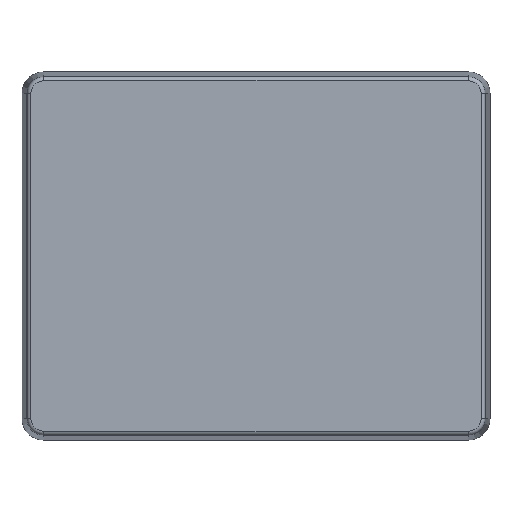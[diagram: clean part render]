
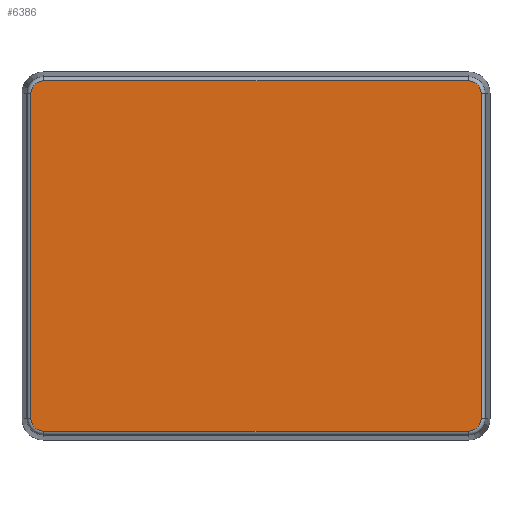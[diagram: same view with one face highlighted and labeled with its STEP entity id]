
A CAD part, front view. The second image highlights one B-rep face of the part: STEP entity #6386.
In plain terms, the highlighted face is planar.
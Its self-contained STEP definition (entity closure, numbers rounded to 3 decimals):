
#543=PLANE('',#6773);
#1054=LINE('',#11045,#1622);
#1056=LINE('',#11065,#1624);
#1059=LINE('',#11072,#1627);
#1061=LINE('',#11087,#1629);
#1622=VECTOR('',#7890,83.);
#1624=VECTOR('',#7914,108.5);
#1627=VECTOR('',#7921,108.5);
#1629=VECTOR('',#7941,83.);
#2086=FACE_OUTER_BOUND('',#2487,.T.);
#2487=EDGE_LOOP('',(#5577,#5578,#5579,#5580,#5581,#5582,#5583,#5584));
#2671=CIRCLE('',#6748,3.233);
#2675=CIRCLE('',#6753,3.233);
#2679=CIRCLE('',#6760,3.233);
#2683=CIRCLE('',#6765,3.233);
#3172=VERTEX_POINT('',#11042);
#3173=VERTEX_POINT('',#11044);
#3176=VERTEX_POINT('',#11051);
#3177=VERTEX_POINT('',#11056);
#3180=VERTEX_POINT('',#11063);
#3181=VERTEX_POINT('',#11068);
#3184=VERTEX_POINT('',#11075);
#3185=VERTEX_POINT('',#11080);
#3995=EDGE_CURVE('',#3172,#3173,#1054,.T.);
#3999=EDGE_CURVE('',#3176,#3172,#2671,.T.);
#4003=EDGE_CURVE('',#3173,#3177,#2675,.T.);
#4005=EDGE_CURVE('',#3180,#3176,#1056,.T.);
#4009=EDGE_CURVE('',#3177,#3181,#1059,.T.);
#4011=EDGE_CURVE('',#3184,#3180,#2679,.T.);
#4015=EDGE_CURVE('',#3181,#3185,#2683,.T.);
#4017=EDGE_CURVE('',#3185,#3184,#1061,.T.);
#5577=ORIENTED_EDGE('',*,*,#3995,.F.);
#5578=ORIENTED_EDGE('',*,*,#3999,.F.);
#5579=ORIENTED_EDGE('',*,*,#4005,.F.);
#5580=ORIENTED_EDGE('',*,*,#4011,.F.);
#5581=ORIENTED_EDGE('',*,*,#4017,.F.);
#5582=ORIENTED_EDGE('',*,*,#4015,.F.);
#5583=ORIENTED_EDGE('',*,*,#4009,.F.);
#5584=ORIENTED_EDGE('',*,*,#4003,.F.);
#6386=ADVANCED_FACE('',(#2086),#543,.F.);
#6748=AXIS2_PLACEMENT_3D('',#11053,#7898,#7899);
#6753=AXIS2_PLACEMENT_3D('',#11060,#7908,#7909);
#6760=AXIS2_PLACEMENT_3D('',#11077,#7926,#7927);
#6765=AXIS2_PLACEMENT_3D('',#11084,#7936,#7937);
#6773=AXIS2_PLACEMENT_3D('',#11106,#7961,#7962);
#7890=DIRECTION('',(0.,1.,0.));
#7898=DIRECTION('center_axis',(0.,0.,1.));
#7899=DIRECTION('ref_axis',(0.707,-0.707,0.));
#7908=DIRECTION('center_axis',(0.,0.,1.));
#7909=DIRECTION('ref_axis',(0.707,0.707,0.));
#7914=DIRECTION('',(1.,0.,0.));
#7921=DIRECTION('',(-1.,0.,0.));
#7926=DIRECTION('center_axis',(0.,0.,1.));
#7927=DIRECTION('ref_axis',(-0.707,-0.707,0.));
#7936=DIRECTION('center_axis',(0.,0.,1.));
#7937=DIRECTION('ref_axis',(-0.707,0.707,0.));
#7941=DIRECTION('',(0.,-1.,0.));
#7961=DIRECTION('center_axis',(0.,0.,1.));
#7962=DIRECTION('ref_axis',(1.,0.,0.));
#11042=CARTESIAN_POINT('',(57.483,-41.5,-30.));
#11044=CARTESIAN_POINT('',(57.483,41.5,-30.));
#11045=CARTESIAN_POINT('',(57.483,-20.75,-30.));
#11051=CARTESIAN_POINT('',(54.25,-44.733,-30.));
#11053=CARTESIAN_POINT('Origin',(54.25,-41.5,-30.));
#11056=CARTESIAN_POINT('',(54.25,44.733,-30.));
#11060=CARTESIAN_POINT('Origin',(54.25,41.5,-30.));
#11063=CARTESIAN_POINT('',(-54.25,-44.733,-30.));
#11065=CARTESIAN_POINT('',(-27.125,-44.733,-30.));
#11068=CARTESIAN_POINT('',(-54.25,44.733,-30.));
#11072=CARTESIAN_POINT('',(27.125,44.733,-30.));
#11075=CARTESIAN_POINT('',(-57.483,-41.5,-30.));
#11077=CARTESIAN_POINT('Origin',(-54.25,-41.5,-30.));
#11080=CARTESIAN_POINT('',(-57.483,41.5,-30.));
#11084=CARTESIAN_POINT('Origin',(-54.25,41.5,-30.));
#11087=CARTESIAN_POINT('',(-57.483,20.75,-30.));
#11106=CARTESIAN_POINT('Origin',(0.,0.,-30.));
